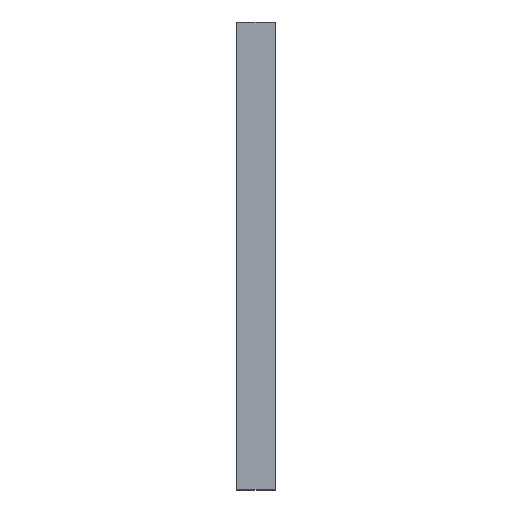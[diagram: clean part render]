
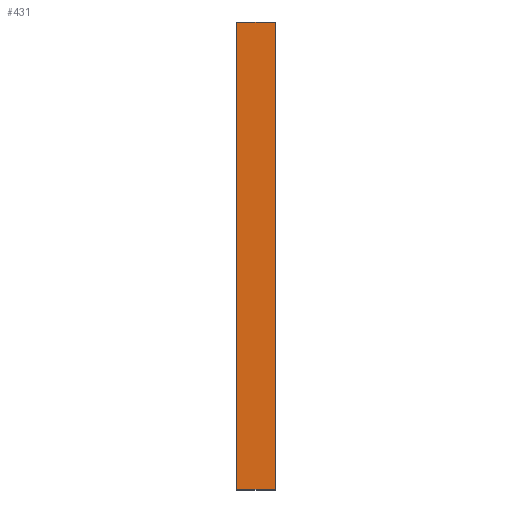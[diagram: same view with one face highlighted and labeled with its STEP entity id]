
A CAD part, top view. The second image highlights one B-rep face of the part: STEP entity #431.
In plain terms, the highlighted planar face has unit normal (0, 0, 1).
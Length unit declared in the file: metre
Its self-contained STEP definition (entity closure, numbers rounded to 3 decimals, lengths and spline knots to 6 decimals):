
#30=LINE('',#883,#54);
#31=LINE('',#886,#55);
#32=LINE('',#888,#56);
#33=LINE('',#890,#57);
#54=VECTOR('',#756,1.);
#55=VECTOR('',#757,1.);
#56=VECTOR('',#758,1.);
#57=VECTOR('',#759,1.);
#110=PLANE('',#618);
#174=ORIENTED_EDGE('',*,*,#230,.F.);
#175=ORIENTED_EDGE('',*,*,#231,.F.);
#176=ORIENTED_EDGE('',*,*,#232,.T.);
#177=ORIENTED_EDGE('',*,*,#233,.T.);
#230=EDGE_CURVE('',#268,#269,#30,.T.);
#231=EDGE_CURVE('',#270,#268,#31,.T.);
#232=EDGE_CURVE('',#270,#271,#32,.T.);
#233=EDGE_CURVE('',#271,#269,#33,.T.);
#268=VERTEX_POINT('',#884);
#269=VERTEX_POINT('',#885);
#270=VERTEX_POINT('',#887);
#271=VERTEX_POINT('',#889);
#334=EDGE_LOOP('',(#174,#175,#176,#177));
#382=FACE_BOUND('',#334,.T.);
#431=ADVANCED_FACE('',(#382),#110,.T.);
#618=AXIS2_PLACEMENT_3D('',#882,#754,#755);
#754=DIRECTION('',(0.,0.,1.));
#755=DIRECTION('',(1.,0.,0.));
#756=DIRECTION('',(1.,0.,0.));
#757=DIRECTION('',(0.,1.,0.));
#758=DIRECTION('',(1.,0.,0.));
#759=DIRECTION('',(0.,1.,0.));
#882=CARTESIAN_POINT('',(0.05,-1.2,1.));
#883=CARTESIAN_POINT('',(0.05,0.,1.));
#884=CARTESIAN_POINT('',(0.,0.,1.));
#885=CARTESIAN_POINT('',(0.1,0.,1.));
#886=CARTESIAN_POINT('',(0.,-1.2,1.));
#887=CARTESIAN_POINT('',(0.,-1.2,1.));
#888=CARTESIAN_POINT('',(0.05,-1.2,1.));
#889=CARTESIAN_POINT('',(0.1,-1.2,1.));
#890=CARTESIAN_POINT('',(0.1,-1.2,1.));
